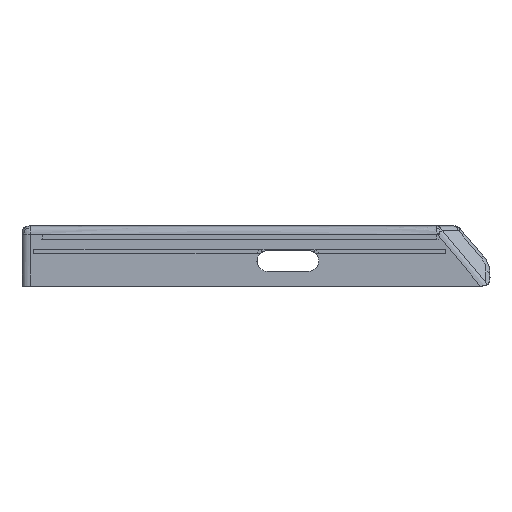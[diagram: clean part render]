
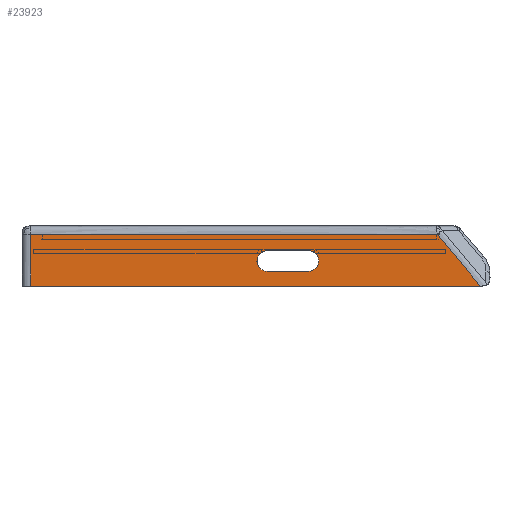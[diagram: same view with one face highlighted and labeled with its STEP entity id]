
A CAD part, left-side view. The second image highlights one B-rep face of the part: STEP entity #23923.
In plain terms, the highlighted planar face has unit normal (-1, 0, 0).
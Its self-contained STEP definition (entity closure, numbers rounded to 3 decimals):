
#137 = VERTEX_POINT ( 'NONE', #40769 ) ;
#620 = ORIENTED_EDGE ( 'NONE', *, *, #18140, .T. ) ;
#868 = ORIENTED_EDGE ( 'NONE', *, *, #4105, .T. ) ;
#1910 = DIRECTION ( 'NONE',  ( 1., 0., 0. ) ) ;
#2388 = AXIS2_PLACEMENT_3D ( 'NONE', #5901, #9150, #35999 ) ;
#3360 = CARTESIAN_POINT ( 'NONE',  ( 25.5, -39.481, -3. ) ) ;
#3370 = FACE_BOUND ( 'NONE', #4094, .T. ) ;
#3721 = VERTEX_POINT ( 'NONE', #17547 ) ;
#4094 = EDGE_LOOP ( 'NONE', ( #33096, #9051, #27203, #868 ) ) ;
#4105 = EDGE_CURVE ( 'NONE', #22047, #3721, #26442, .T. ) ;
#5783 = CARTESIAN_POINT ( 'NONE',  ( 25.5, -39.481, 2.805 ) ) ;
#5901 = CARTESIAN_POINT ( 'NONE',  ( 25.5, -119.75, 5.5 ) ) ;
#6598 = VERTEX_POINT ( 'NONE', #32974 ) ;
#7821 = VECTOR ( 'NONE', #37519, 1000. ) ;
#8184 = DIRECTION ( 'NONE',  ( 0., 1., 0. ) ) ;
#8374 = CIRCLE ( 'NONE', #13900, 3.5 ) ;
#9051 = ORIENTED_EDGE ( 'NONE', *, *, #41360, .T. ) ;
#9150 = DIRECTION ( 'NONE',  ( 1., 0., 0. ) ) ;
#10808 = CARTESIAN_POINT ( 'NONE',  ( 25.5, 0., 9. ) ) ;
#11213 = CARTESIAN_POINT ( 'NONE',  ( 25.5, -133.75, 5.5 ) ) ;
#11329 = EDGE_CURVE ( 'NONE', #30162, #39980, #30358, .T. ) ;
#13415 = DIRECTION ( 'NONE',  ( 0., -1., 0. ) ) ;
#13900 = AXIS2_PLACEMENT_3D ( 'NONE', #11213, #1910, #8184 ) ;
#14164 = CARTESIAN_POINT ( 'NONE',  ( 25.5, 0., 419.41 ) ) ;
#14268 = LINE ( 'NONE', #21091, #23883 ) ;
#14304 = CARTESIAN_POINT ( 'NONE',  ( 25.5, -177.511, 14.415 ) ) ;
#15095 = CARTESIAN_POINT ( 'NONE',  ( 25.5, -192.124, -3. ) ) ;
#15576 = AXIS2_PLACEMENT_3D ( 'NONE', #14164, #37616, #41078 ) ;
#16031 = CARTESIAN_POINT ( 'NONE',  ( 25.5, -133.75, 2. ) ) ;
#16379 = CARTESIAN_POINT ( 'NONE',  ( 25.5, 0., 2. ) ) ;
#16809 = PLANE ( 'NONE',  #15576 ) ;
#17547 = CARTESIAN_POINT ( 'NONE',  ( 25.5, -119.75, 2. ) ) ;
#18001 = VERTEX_POINT ( 'NONE', #15095 ) ;
#18140 = EDGE_CURVE ( 'NONE', #6598, #30162, #28009, .T. ) ;
#19075 = CARTESIAN_POINT ( 'NONE',  ( 25.5, -39.481, -3. ) ) ;
#20912 = CARTESIAN_POINT ( 'NONE',  ( 25.5, -187.253, 2.805 ) ) ;
#20996 = ORIENTED_EDGE ( 'NONE', *, *, #23662, .T. ) ;
#21091 = CARTESIAN_POINT ( 'NONE',  ( 25.5, 0., -3. ) ) ;
#21861 = CARTESIAN_POINT ( 'NONE',  ( 25.5, -85.491, 14.415 ) ) ;
#21924 = EDGE_CURVE ( 'NONE', #18001, #6598, #35561, .T. ) ;
#22047 = VERTEX_POINT ( 'NONE', #16031 ) ;
#22254 = EDGE_CURVE ( 'NONE', #41880, #22047, #8374, .T. ) ;
#22338 = CARTESIAN_POINT ( 'NONE',  ( 25.5, -39.481, 14.415 ) ) ;
#23662 = EDGE_CURVE ( 'NONE', #39980, #18001, #14268, .T. ) ;
#23883 = VECTOR ( 'NONE', #13415, 1000. ) ;
#23923 = ADVANCED_FACE ( 'NONE', ( #3370, #36746 ), #16809, .F. ) ;
#24721 = CARTESIAN_POINT ( 'NONE',  ( 25.5, -133.75, 9. ) ) ;
#25979 = ORIENTED_EDGE ( 'NONE', *, *, #11329, .T. ) ;
#26442 = LINE ( 'NONE', #16379, #37042 ) ;
#27203 = ORIENTED_EDGE ( 'NONE', *, *, #22254, .T. ) ;
#27951 = CARTESIAN_POINT ( 'NONE',  ( 25.5, -131.501, 14.415 ) ) ;
#28009 = B_SPLINE_CURVE_WITH_KNOTS ( 'NONE', 3,
 ( #34741, #27951, #21861, #31869 ),
 .UNSPECIFIED., .F., .F.,
 ( 4, 4 ),
 ( 0., 1. ),
 .UNSPECIFIED. ) ;
#28217 = CARTESIAN_POINT ( 'NONE',  ( 25.5, -39.481, 8.61 ) ) ;
#29619 = CARTESIAN_POINT ( 'NONE',  ( 25.5, -39.481, 14.415 ) ) ;
#30162 = VERTEX_POINT ( 'NONE', #29619 ) ;
#30358 = B_SPLINE_CURVE_WITH_KNOTS ( 'NONE', 3,
 ( #22338, #28217, #5783, #19075 ),
 .UNSPECIFIED., .F., .F.,
 ( 4, 4 ),
 ( 0., 1. ),
 .UNSPECIFIED. ) ;
#31432 = EDGE_LOOP ( 'NONE', ( #620, #25979, #20996, #39065 ) ) ;
#31869 = CARTESIAN_POINT ( 'NONE',  ( 25.5, -39.481, 14.415 ) ) ;
#32974 = CARTESIAN_POINT ( 'NONE',  ( 25.5, -177.511, 14.415 ) ) ;
#33096 = ORIENTED_EDGE ( 'NONE', *, *, #33684, .T. ) ;
#33684 = EDGE_CURVE ( 'NONE', #3721, #137, #37229, .T. ) ;
#34430 = CARTESIAN_POINT ( 'NONE',  ( 25.5, -192.124, -3. ) ) ;
#34741 = CARTESIAN_POINT ( 'NONE',  ( 25.5, -177.511, 14.415 ) ) ;
#35561 = B_SPLINE_CURVE_WITH_KNOTS ( 'NONE', 3,
 ( #34430, #20912, #37310, #14304 ),
 .UNSPECIFIED., .F., .F.,
 ( 4, 4 ),
 ( 0., 1. ),
 .UNSPECIFIED. ) ;
#35999 = DIRECTION ( 'NONE',  ( 0., 1., 0. ) ) ;
#36300 = DIRECTION ( 'NONE',  ( 0., 1., 0. ) ) ;
#36746 = FACE_OUTER_BOUND ( 'NONE', #31432, .T. ) ;
#37042 = VECTOR ( 'NONE', #36300, 1000. ) ;
#37229 = CIRCLE ( 'NONE', #2388, 3.5 ) ;
#37310 = CARTESIAN_POINT ( 'NONE',  ( 25.5, -182.382, 8.61 ) ) ;
#37519 = DIRECTION ( 'NONE',  ( 0., -1., 0. ) ) ;
#37616 = DIRECTION ( 'NONE',  ( 1., 0., 0. ) ) ;
#37929 = LINE ( 'NONE', #10808, #7821 ) ;
#39065 = ORIENTED_EDGE ( 'NONE', *, *, #21924, .T. ) ;
#39980 = VERTEX_POINT ( 'NONE', #3360 ) ;
#40769 = CARTESIAN_POINT ( 'NONE',  ( 25.5, -119.75, 9. ) ) ;
#41078 = DIRECTION ( 'NONE',  ( 0., 1., 0. ) ) ;
#41360 = EDGE_CURVE ( 'NONE', #137, #41880, #37929, .T. ) ;
#41880 = VERTEX_POINT ( 'NONE', #24721 ) ;
